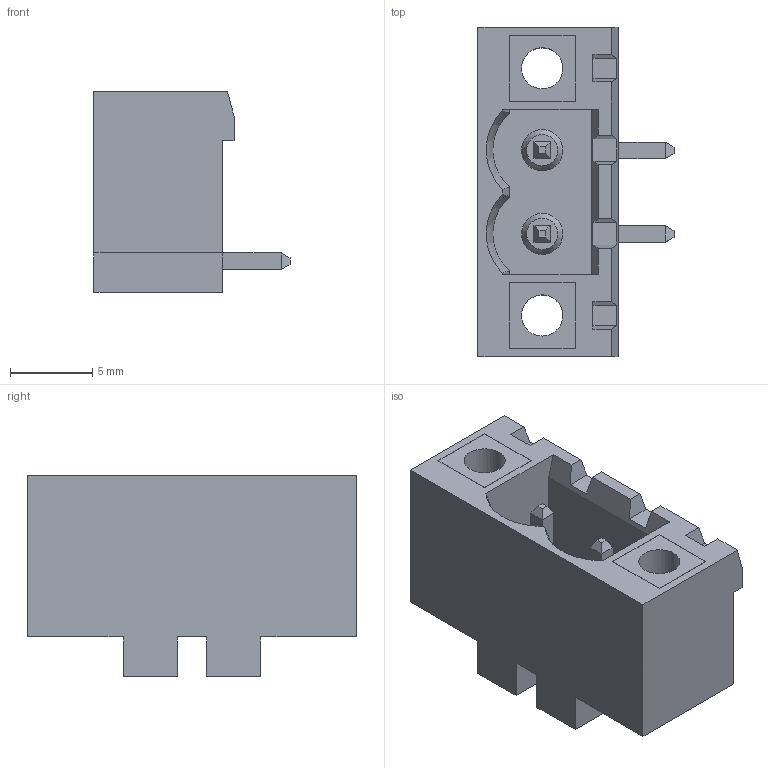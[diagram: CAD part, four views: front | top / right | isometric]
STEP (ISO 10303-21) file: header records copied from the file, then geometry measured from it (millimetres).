
FILE_DESCRIPTION(('STEP AP214'),'1');
FILE_NAME('PV02-5,08-HR-K.stp','2021-05-26T06:57:59',(' '),(' '),'Spatial InterOp 3D',' ',' ');
FILE_SCHEMA(('automotive_design'));
Length unit declared in the file: metre
Products named in the file (1): 1
Bounding box: 11.9 x 20 x 12.2 mm (x, y, z)
Volume: 1070.8 mm3; surface area: 1572.7 mm2
Topology: 1 solids, 1 shells, 177 faces, 448 edges, 286 vertices
Faces by surface type: plane 158, cylinder 14, cone 4, extrusion 1
Full cylindrical faces by diameter (mm): 2.5 x4, 4.1 x2
Entity records: 6567 total; most frequent: CARTESIAN_POINT 941, ORIENTED_EDGE 872, DIRECTION 808, EDGE_CURVE 436, VECTOR 390, LINE 389, VERTEX_POINT 282, AXIS2_PLACEMENT_3D 209
